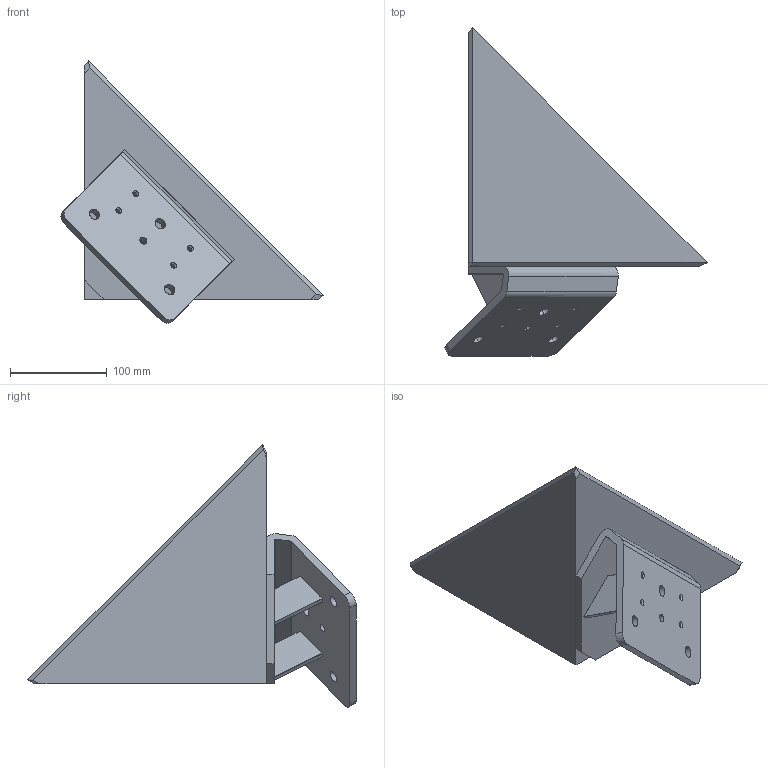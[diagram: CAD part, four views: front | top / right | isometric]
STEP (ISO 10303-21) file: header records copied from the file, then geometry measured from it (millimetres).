
FILE_DESCRIPTION (( 'STEP AP214' ), '1' );
FILE_NAME ('FMWRL1350_3D.step', '2023-10-23T16:47:51', ( '' ), ( '' ), 'SwSTEP 2.0', 'SolidWorks 2022', '' );
FILE_SCHEMA (( 'AUTOMOTIVE_DESIGN' ));
Length unit declared in the file: inch
Products named in the file (5): 342.9^FMWRL1350; Copy of 330 Ö§¼Ü_1^330 Ö§¼Ü×°ÅäÌå_1_FMWRL1350; Copy of 330 Ö§³Å_1^330 Ö§¼Ü×°ÅäÌå_1_FMWRL1350; FMWRL1350_3D; 330 Ö§¼Ü×°ÅäÌå_1^FMWRL1350
Assembly tree (5 placements, depth 3):
  FMWRL1350_3D
    342.9^FMWRL1350
    330 Ö§¼Ü×°ÅäÌå_1^FMWRL1350
      Copy of 330 Ö§³Å_1^330 Ö§¼Ü×°ÅäÌå_1_FMWRL1350  x2
      Copy of 330 Ö§¼Ü_1^330 Ö§¼Ü×°ÅäÌå_1_FMWRL1350
Bounding box: 270.74 x 339.23 x 270.73 mm (x, y, z)
Volume: 656956 mm3; surface area: 271608.7 mm2
Topology: 4 solids, 4 shells, 123 faces, 283 edges, 164 vertices
Faces by surface type: plane 76, cylinder 31, cone 16
Entity records: 2781 total; most frequent: DIRECTION 477, CARTESIAN_POINT 439, ORIENTED_EDGE 422, EDGE_CURVE 211, AXIS2_PLACEMENT_3D 168, VECTOR 141, LINE 141, VERTEX_POINT 130
